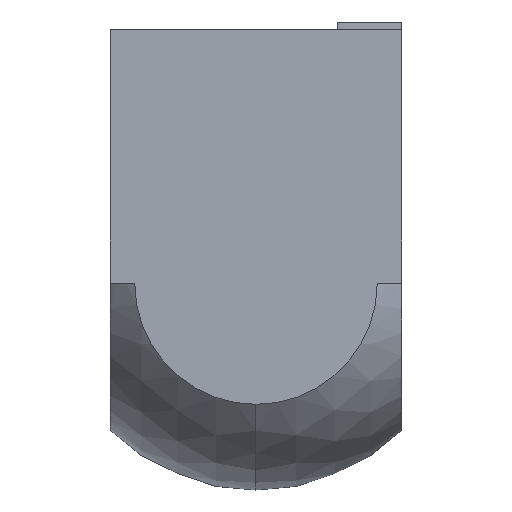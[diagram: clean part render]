
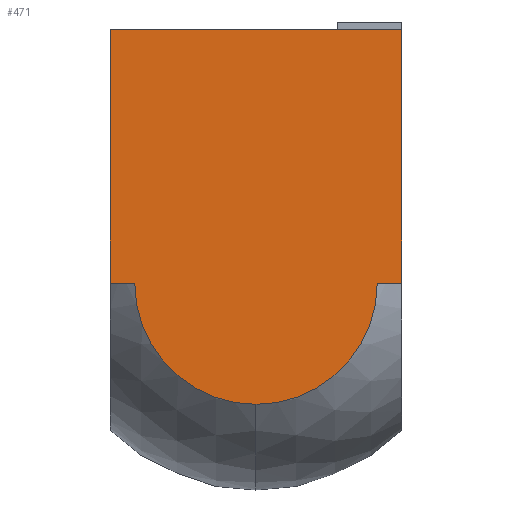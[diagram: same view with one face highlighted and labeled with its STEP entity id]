
A CAD part, left-side view. The second image highlights one B-rep face of the part: STEP entity #471.
In plain terms, the highlighted planar face has unit normal (-1, 0, 0).
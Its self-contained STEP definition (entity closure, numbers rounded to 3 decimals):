
#57 = AXIS2_PLACEMENT_3D ( 'NONE', #1063, #1064, #1065 ) ;
#60 = AXIS2_PLACEMENT_3D ( 'NONE', #867, #873, #874 ) ;
#91 = AXIS2_PLACEMENT_3D ( 'NONE', #164, #182, #167 ) ;
#147 = CARTESIAN_POINT ( 'NONE',  ( -3., 1.9, -1.65 ) ) ;
#164 = CARTESIAN_POINT ( 'NONE',  ( -3., 0.95, -1.65 ) ) ;
#167 = DIRECTION ( 'NONE',  ( 0., -1., 0. ) ) ;
#170 = DIRECTION ( 'NONE',  ( 0., 0., 1. ) ) ;
#173 = DIRECTION ( 'NONE',  ( 0., 0., 1. ) ) ;
#177 = CARTESIAN_POINT ( 'NONE',  ( -3., 0., -1.65 ) ) ;
#182 = DIRECTION ( 'NONE',  ( -1., 0., 0. ) ) ;
#186 = DIRECTION ( 'NONE',  ( 0., -1., 0. ) ) ;
#227 = CARTESIAN_POINT ( 'NONE',  ( -3., 1.9, -1.65 ) ) ;
#242 = EDGE_LOOP ( 'NONE', ( #1156, #1249, #1275, #1279, #1106, #1195, #1207 ) ) ;
#309 = CIRCLE ( 'NONE', #57, 0.79 ) ;
#324 = LINE ( 'NONE', #1086, #325 ) ;
#325 = VECTOR ( 'NONE', #1087, 1000. ) ;
#353 = LINE ( 'NONE', #177, #354 ) ;
#354 = VECTOR ( 'NONE', #173, 1000. ) ;
#371 = LINE ( 'NONE', #147, #372 ) ;
#372 = VECTOR ( 'NONE', #186, 1000. ) ;
#379 = LINE ( 'NONE', #227, #380 ) ;
#380 = VECTOR ( 'NONE', #170, 1000. ) ;
#409 = CIRCLE ( 'NONE', #91, 0.79 ) ;
#437 = LINE ( 'NONE', #542, #438 ) ;
#438 = VECTOR ( 'NONE', #538, 1000. ) ;
#471 = ADVANCED_FACE ( 'NONE', ( #1576 ), #864, .T. ) ;
#538 = DIRECTION ( 'NONE',  ( 0., -1., 0. ) ) ;
#542 = CARTESIAN_POINT ( 'NONE',  ( -3., 1.9, 0. ) ) ;
#569 = VERTEX_POINT ( 'NONE', #932 ) ;
#577 = VERTEX_POINT ( 'NONE', #934 ) ;
#607 = VERTEX_POINT ( 'NONE', #943 ) ;
#612 = VERTEX_POINT ( 'NONE', #947 ) ;
#621 = VERTEX_POINT ( 'NONE', #953 ) ;
#639 = VERTEX_POINT ( 'NONE', #966 ) ;
#736 = VERTEX_POINT ( 'NONE', #994 ) ;
#864 = PLANE ( 'NONE',  #60 ) ;
#867 = CARTESIAN_POINT ( 'NONE',  ( -3., 1.9, -1.65 ) ) ;
#873 = DIRECTION ( 'NONE',  ( -1., 0., 0. ) ) ;
#874 = DIRECTION ( 'NONE',  ( 0., -1., 0. ) ) ;
#932 = CARTESIAN_POINT ( 'NONE',  ( -3., 1.9, -1.65 ) ) ;
#934 = CARTESIAN_POINT ( 'NONE',  ( -3., 0.95, -2.44 ) ) ;
#943 = CARTESIAN_POINT ( 'NONE',  ( -3., 1.74, -1.65 ) ) ;
#947 = CARTESIAN_POINT ( 'NONE',  ( -3., 1.9, 0. ) ) ;
#953 = CARTESIAN_POINT ( 'NONE',  ( -3., 0., 0. ) ) ;
#966 = CARTESIAN_POINT ( 'NONE',  ( -3., 0., -1.65 ) ) ;
#994 = CARTESIAN_POINT ( 'NONE',  ( -3., 0.16, -1.65 ) ) ;
#1063 = CARTESIAN_POINT ( 'NONE',  ( -3., 0.95, -1.65 ) ) ;
#1064 = DIRECTION ( 'NONE',  ( -1., 0., 0. ) ) ;
#1065 = DIRECTION ( 'NONE',  ( 0., -1., 0. ) ) ;
#1086 = CARTESIAN_POINT ( 'NONE',  ( -3., 1.9, -1.65 ) ) ;
#1087 = DIRECTION ( 'NONE',  ( 0., -1., 0. ) ) ;
#1106 = ORIENTED_EDGE ( 'NONE', *, *, #1376, .T. ) ;
#1156 = ORIENTED_EDGE ( 'NONE', *, *, #1360, .T. ) ;
#1195 = ORIENTED_EDGE ( 'NONE', *, *, #1422, .F. ) ;
#1207 = ORIENTED_EDGE ( 'NONE', *, *, #1389, .F. ) ;
#1249 = ORIENTED_EDGE ( 'NONE', *, *, #1348, .T. ) ;
#1275 = ORIENTED_EDGE ( 'NONE', *, *, #1406, .T. ) ;
#1279 = ORIENTED_EDGE ( 'NONE', *, *, #1385, .T. ) ;
#1348 = EDGE_CURVE ( 'NONE', #607, #577, #309, .T. ) ;
#1360 = EDGE_CURVE ( 'NONE', #569, #607, #324, .T. ) ;
#1376 = EDGE_CURVE ( 'NONE', #639, #621, #353, .T. ) ;
#1385 = EDGE_CURVE ( 'NONE', #736, #639, #371, .T. ) ;
#1389 = EDGE_CURVE ( 'NONE', #569, #612, #379, .T. ) ;
#1406 = EDGE_CURVE ( 'NONE', #577, #736, #409, .T. ) ;
#1422 = EDGE_CURVE ( 'NONE', #612, #621, #437, .T. ) ;
#1576 = FACE_OUTER_BOUND ( 'NONE', #242, .T. ) ;
